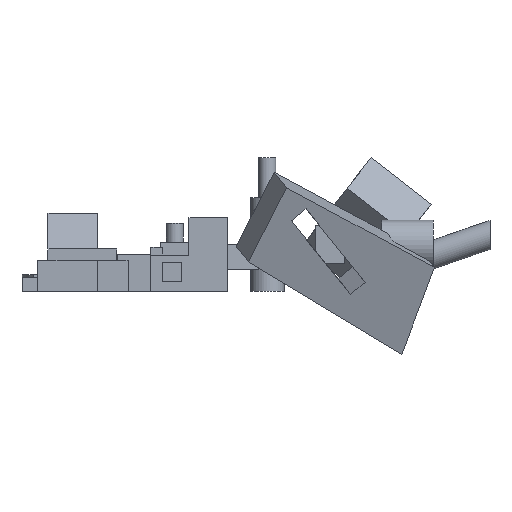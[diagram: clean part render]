
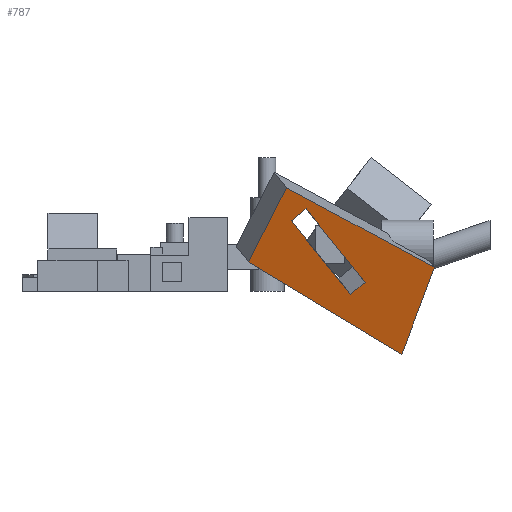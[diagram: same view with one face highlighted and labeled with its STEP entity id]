
A CAD part, left-side view. The second image highlights one B-rep face of the part: STEP entity #787.
In plain terms, the highlighted planar face has unit normal (-0.883, -0.295, -0.365).
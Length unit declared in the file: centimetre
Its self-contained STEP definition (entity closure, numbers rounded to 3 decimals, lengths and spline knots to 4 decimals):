
#787=ADVANCED_FACE('1:144',(#1043,#1044),#1045,.F.);
#1043=FACE_OUTER_BOUND('',#1376,.T.);
#1044=FACE_BOUND('',#1377,.T.);
#1045=PLANE('',#1378);
#1376=EDGE_LOOP('',(#1740,#1741,#1742,#1743));
#1377=EDGE_LOOP('',(#1744,#1745,#1746,#1747));
#1378=AXIS2_PLACEMENT_3D('',#1748,#1749,#1750);
#1740=ORIENTED_EDGE('',*,*,#2787,.F.);
#1741=ORIENTED_EDGE('',*,*,#2788,.F.);
#1742=ORIENTED_EDGE('',*,*,#2789,.F.);
#1743=ORIENTED_EDGE('',*,*,#2790,.T.);
#1744=ORIENTED_EDGE('',*,*,#2767,.F.);
#1745=ORIENTED_EDGE('',*,*,#2775,.F.);
#1746=ORIENTED_EDGE('',*,*,#2771,.F.);
#1747=ORIENTED_EDGE('',*,*,#2777,.F.);
#1748=CARTESIAN_POINT('',(-1.3155,-1.6763,-2.5444));
#1749=DIRECTION('',(0.883,0.295,0.365));
#1750=DIRECTION('',(0.0,-0.777,0.629));
#2767=EDGE_CURVE('1:42',#3095,#3096,#3097,.T.);
#2771=EDGE_CURVE('1:185',#3103,#3104,#3105,.T.);
#2775=EDGE_CURVE('1:197',#3104,#3095,#3111,.T.);
#2777=EDGE_CURVE('1:203',#3096,#3103,#3113,.T.);
#2787=EDGE_CURVE('1:233',#3129,#3130,#3131,.T.);
#2788=EDGE_CURVE('1:236',#3132,#3129,#3133,.T.);
#2789=EDGE_CURVE('1:239',#3134,#3132,#3135,.T.);
#2790=EDGE_CURVE('1:242',#3134,#3130,#3136,.T.);
#3095=VERTEX_POINT('',#3623);
#3096=VERTEX_POINT('',#3624);
#3097=LINE('',#3625,#3626);
#3103=VERTEX_POINT('',#3635);
#3104=VERTEX_POINT('',#3636);
#3105=LINE('',#3637,#3638);
#3111=LINE('',#3647,#3648);
#3113=LINE('',#3651,#3652);
#3129=VERTEX_POINT('',#3677);
#3130=VERTEX_POINT('',#3678);
#3131=LINE('',#3679,#3680);
#3132=VERTEX_POINT('',#3681);
#3133=LINE('',#3682,#3683);
#3134=VERTEX_POINT('',#3684);
#3135=LINE('',#3685,#3686);
#3136=LINE('',#3687,#3688);
#3623=CARTESIAN_POINT('',(-2.7943,-3.0709,2.1637));
#3624=CARTESIAN_POINT('',(-2.7943,-2.6823,1.8491));
#3625=CARTESIAN_POINT('',(-2.7943,-1.4013,0.8117));
#3626=VECTOR('',#4494,0.0001);
#3635=CARTESIAN_POINT('',(-1.4798,-4.2382,-0.0722));
#3636=CARTESIAN_POINT('',(-1.4798,-4.6267,0.2424));
#3637=CARTESIAN_POINT('',(-1.4798,-2.7434,-1.2826));
#3638=VECTOR('',#4498,0.0001);
#3647=CARTESIAN_POINT('',(-1.7263,-4.335,0.6027));
#3648=VECTOR('',#4502,0.0001);
#3651=CARTESIAN_POINT('',(-1.7263,-3.9464,0.288));
#3652=VECTOR('',#4504,0.0001);
#3677=CARTESIAN_POINT('',(-1.0338,-6.4394,0.631));
#3678=CARTESIAN_POINT('',(-0.3765,-5.5853,-1.6512));
#3679=CARTESIAN_POINT('',(-1.0338,-6.4394,0.631));
#3680=VECTOR('',#4514,0.0001);
#3681=CARTESIAN_POINT('',(-3.1934,-2.5623,2.7176));
#3682=CARTESIAN_POINT('',(-1.5502,-5.5123,1.13));
#3683=VECTOR('',#4515,0.0001);
#3684=CARTESIAN_POINT('',(-2.7239,-1.5636,0.7728));
#3685=CARTESIAN_POINT('',(-2.7239,-1.5636,0.7728));
#3686=VECTOR('',#4516,0.0001);
#3687=CARTESIAN_POINT('',(-0.7991,-4.8614,-1.2149));
#3688=VECTOR('',#4517,0.0001);
#4494=DIRECTION('',(0.,0.777,-0.629));
#4498=DIRECTION('',(0.,-0.777,0.629));
#4502=DIRECTION('',(-0.469,0.556,0.686));
#4504=DIRECTION('',(0.469,-0.556,-0.686));
#4514=DIRECTION('',(0.26,0.338,-0.904));
#4515=DIRECTION('',(0.44,-0.791,-0.425));
#4516=DIRECTION('',(-0.21,-0.447,0.87));
#4517=DIRECTION('',(0.447,-0.766,-0.462));
